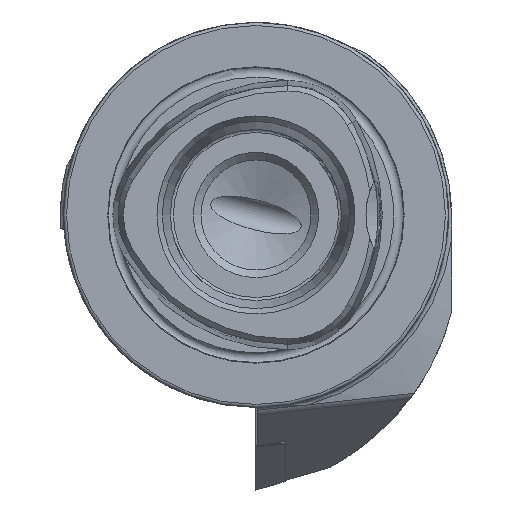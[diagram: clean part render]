
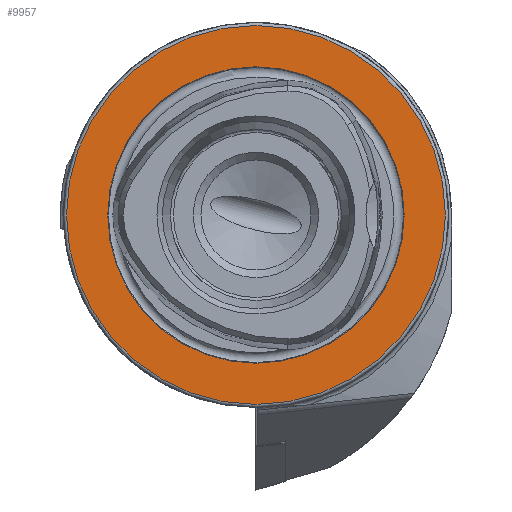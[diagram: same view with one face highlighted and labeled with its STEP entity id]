
A CAD part, left-side view. The second image highlights one B-rep face of the part: STEP entity #9957.
In plain terms, the highlighted planar face has unit normal (-1, 0, 0).
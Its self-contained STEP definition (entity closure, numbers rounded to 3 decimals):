
#1143 = EDGE_CURVE ( 'NONE', #15017, #15017, #12219, .T. ) ;
#1759 = EDGE_LOOP ( 'NONE', ( #10954 ) ) ;
#2437 = DIRECTION ( 'NONE',  ( 0., 0., 1. ) ) ;
#2560 = CARTESIAN_POINT ( 'NONE',  ( 0., 0., 0. ) ) ;
#3581 = AXIS2_PLACEMENT_3D ( 'NONE', #13289, #14523, #7255 ) ;
#3736 = FACE_BOUND ( 'NONE', #14247, .T. ) ;
#4274 = DIRECTION ( 'NONE',  ( 0., 0., -1. ) ) ;
#4974 = CARTESIAN_POINT ( 'NONE',  ( 0., 0., 31. ) ) ;
#5323 = CARTESIAN_POINT ( 'NONE',  ( 0., 24.25, 0. ) ) ;
#5543 = CIRCLE ( 'NONE', #3581, 24.25 ) ;
#5881 = EDGE_CURVE ( 'NONE', #8733, #8733, #5543, .T. ) ;
#6535 = DIRECTION ( 'NONE',  ( 1., 0., 0. ) ) ;
#7255 = DIRECTION ( 'NONE',  ( 0., 0., 1. ) ) ;
#7896 = AXIS2_PLACEMENT_3D ( 'NONE', #2560, #12068, #2437 ) ;
#8733 = VERTEX_POINT ( 'NONE', #11193 ) ;
#9051 = PLANE ( 'NONE',  #10610 ) ;
#9957 = ADVANCED_FACE ( 'NONE', ( #3736, #12070 ), #9051, .F. ) ;
#10610 = AXIS2_PLACEMENT_3D ( 'NONE', #5323, #6535, #4274 ) ;
#10954 = ORIENTED_EDGE ( 'NONE', *, *, #1143, .T. ) ;
#11193 = CARTESIAN_POINT ( 'NONE',  ( 0., 0., 24.25 ) ) ;
#12068 = DIRECTION ( 'NONE',  ( -1., 0., 0. ) ) ;
#12070 = FACE_OUTER_BOUND ( 'NONE', #1759, .T. ) ;
#12219 = CIRCLE ( 'NONE', #7896, 31. ) ;
#13289 = CARTESIAN_POINT ( 'NONE',  ( 0., 0., 0. ) ) ;
#14247 = EDGE_LOOP ( 'NONE', ( #14259 ) ) ;
#14259 = ORIENTED_EDGE ( 'NONE', *, *, #5881, .F. ) ;
#14523 = DIRECTION ( 'NONE',  ( -1., 0., 0. ) ) ;
#15017 = VERTEX_POINT ( 'NONE', #4974 ) ;
